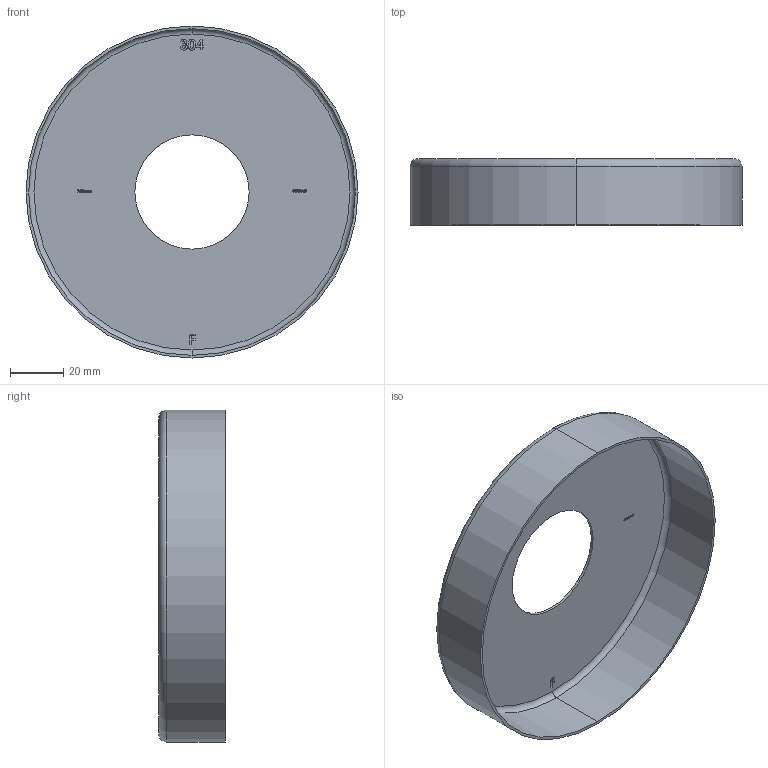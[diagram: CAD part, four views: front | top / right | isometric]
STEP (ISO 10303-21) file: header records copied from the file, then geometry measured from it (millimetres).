
FILE_DESCRIPTION (( 'STEP AP203' ), '1' );
FILE_NAME ('50840-240.step', '2020-11-05T12:44:18', ( '' ), ( '' ), 'SwSTEP 2.0', 'SolidWorks 2018', '' );
FILE_SCHEMA (( 'CONFIG_CONTROL_DESIGN' ));
Length unit declared in the file: millimetre
Products named in the file (2): 50840-240
Bounding box: 125 x 25 x 125 mm (x, y, z)
Volume: 19745.5 mm3; surface area: 40035.3 mm2
Topology: 1 solids, 1 shells, 300 faces, 788 edges, 524 vertices
Faces by surface type: plane 159, bspline 131, cylinder 6, torus 4
Entity records: 16905 total; most frequent: CARTESIAN_POINT 10217, ORIENTED_EDGE 1576, DIRECTION 888, EDGE_CURVE 788, VERTEX_POINT 524, LINE 506, VECTOR 506, EDGE_LOOP 336
